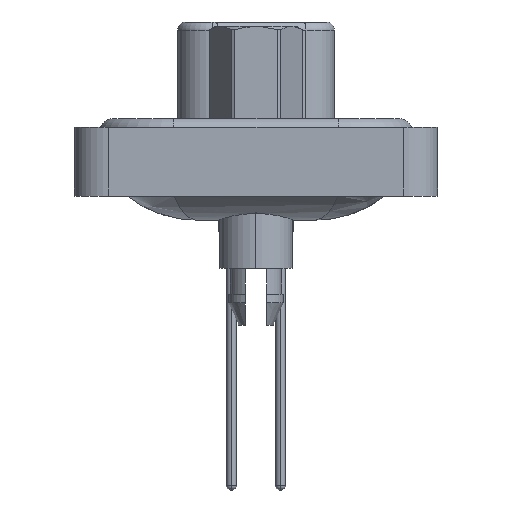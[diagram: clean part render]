
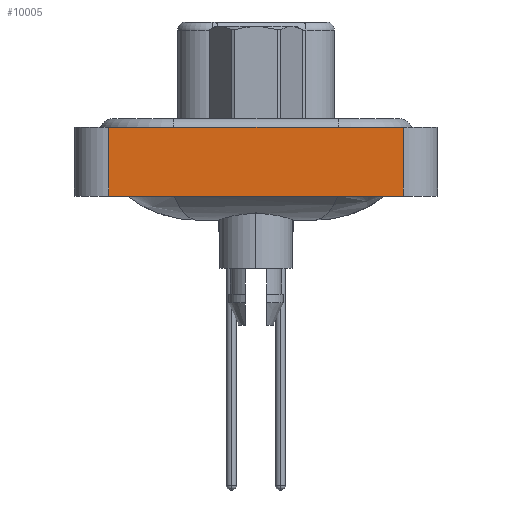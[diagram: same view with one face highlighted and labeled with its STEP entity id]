
A CAD part, left-side view. The second image highlights one B-rep face of the part: STEP entity #10005.
In plain terms, the highlighted planar face has unit normal (-1, 0, 0).
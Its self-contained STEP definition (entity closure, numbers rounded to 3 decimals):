
#983 = DIRECTION ( 'NONE',  ( 0., -1., 0. ) ) ;
#1390 = VECTOR ( 'NONE', #17551, 1000. ) ;
#2218 = LINE ( 'NONE', #4694, #2874 ) ;
#2874 = VECTOR ( 'NONE', #24709, 1000. ) ;
#4271 = CARTESIAN_POINT ( 'NONE',  ( -7.35, -8.55, -3.6 ) ) ;
#4586 = EDGE_CURVE ( 'NONE', #13667, #20571, #17518, .T. ) ;
#4694 = CARTESIAN_POINT ( 'NONE',  ( -7.35, 8.55, -3.6 ) ) ;
#7994 = ORIENTED_EDGE ( 'NONE', *, *, #4586, .T. ) ;
#8167 = ORIENTED_EDGE ( 'NONE', *, *, #14490, .F. ) ;
#8570 = CARTESIAN_POINT ( 'NONE',  ( -7.35, -8.55, -3.6 ) ) ;
#9032 = DIRECTION ( 'NONE',  ( 0., 0., 1. ) ) ;
#9806 = LINE ( 'NONE', #11728, #26648 ) ;
#9863 = CARTESIAN_POINT ( 'NONE',  ( -7.35, 8.55, -3.6 ) ) ;
#10005 = ADVANCED_FACE ( 'NONE', ( #24488 ), #13310, .T. ) ;
#10955 = CARTESIAN_POINT ( 'NONE',  ( -7.35, -8.55, -3.6 ) ) ;
#11312 = VECTOR ( 'NONE', #23977, 1000. ) ;
#11728 = CARTESIAN_POINT ( 'NONE',  ( -7.35, -8.55, 0.4 ) ) ;
#13025 = DIRECTION ( 'NONE',  ( -1., 0., 0. ) ) ;
#13269 = EDGE_CURVE ( 'NONE', #20571, #27488, #14763, .T. ) ;
#13310 = PLANE ( 'NONE',  #17289 ) ;
#13667 = VERTEX_POINT ( 'NONE', #9863 ) ;
#14397 = CARTESIAN_POINT ( 'NONE',  ( -7.35, -8.55, -3.6 ) ) ;
#14490 = EDGE_CURVE ( 'NONE', #13667, #19665, #2218, .T. ) ;
#14763 = LINE ( 'NONE', #8570, #1390 ) ;
#14916 = CARTESIAN_POINT ( 'NONE',  ( -7.35, 8.55, 0.4 ) ) ;
#16716 = ORIENTED_EDGE ( 'NONE', *, *, #13269, .T. ) ;
#17289 = AXIS2_PLACEMENT_3D ( 'NONE', #10955, #13025, #9032 ) ;
#17518 = LINE ( 'NONE', #4271, #11312 ) ;
#17551 = DIRECTION ( 'NONE',  ( 0., 0., 1. ) ) ;
#17583 = EDGE_LOOP ( 'NONE', ( #16716, #28982, #8167, #7994 ) ) ;
#19665 = VERTEX_POINT ( 'NONE', #14916 ) ;
#20571 = VERTEX_POINT ( 'NONE', #14397 ) ;
#21133 = CARTESIAN_POINT ( 'NONE',  ( -7.35, -8.55, 0.4 ) ) ;
#21811 = EDGE_CURVE ( 'NONE', #19665, #27488, #9806, .T. ) ;
#23977 = DIRECTION ( 'NONE',  ( 0., -1., 0. ) ) ;
#24488 = FACE_OUTER_BOUND ( 'NONE', #17583, .T. ) ;
#24709 = DIRECTION ( 'NONE',  ( 0., 0., 1. ) ) ;
#26648 = VECTOR ( 'NONE', #983, 1000. ) ;
#27488 = VERTEX_POINT ( 'NONE', #21133 ) ;
#28982 = ORIENTED_EDGE ( 'NONE', *, *, #21811, .F. ) ;
